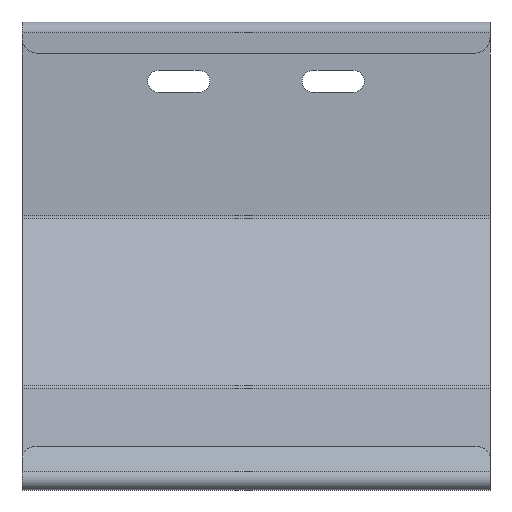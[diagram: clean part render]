
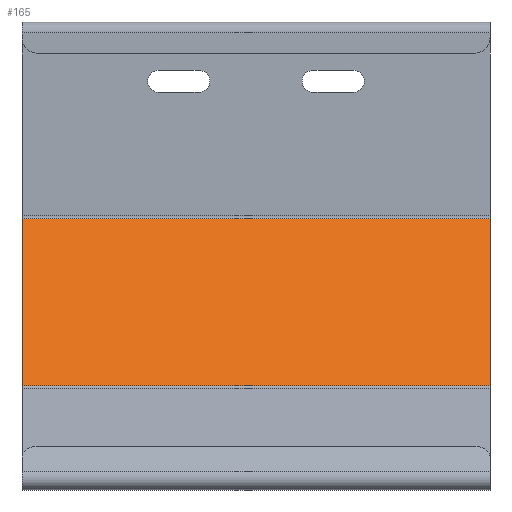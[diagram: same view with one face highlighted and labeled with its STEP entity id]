
A CAD part, front view. The second image highlights one B-rep face of the part: STEP entity #165.
In plain terms, the highlighted planar face has unit normal (0, -0.866, 0.5).
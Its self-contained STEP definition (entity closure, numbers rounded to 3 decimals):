
#50 = CARTESIAN_POINT ( 'NONE',  ( 150., -1.299, -62.25 ) ) ;
#68 = DIRECTION ( 'NONE',  ( 0., 0.866, -0.5 ) ) ;
#73 = VECTOR ( 'NONE', #505, 1000. ) ;
#113 = CARTESIAN_POINT ( 'NONE',  ( 150., -1.768, -63.062 ) ) ;
#165 = ADVANCED_FACE ( 'NONE', ( #2000 ), #1687, .F. ) ;
#172 = DIRECTION ( 'NONE',  ( 0., -0.5, -0.866 ) ) ;
#257 = DIRECTION ( 'NONE',  ( 0., -0.5, -0.866 ) ) ;
#406 = EDGE_CURVE ( 'NONE', #1068, #1267, #2090, .T. ) ;
#421 = VERTEX_POINT ( 'NONE', #975 ) ;
#443 = EDGE_LOOP ( 'NONE', ( #718, #864, #1365, #1985 ) ) ;
#450 = VECTOR ( 'NONE', #172, 1000. ) ;
#481 = EDGE_CURVE ( 'NONE', #1267, #421, #795, .T. ) ;
#505 = DIRECTION ( 'NONE',  ( -1., 0., 0. ) ) ;
#548 = CARTESIAN_POINT ( 'NONE',  ( 150., -32.674, -116.594 ) ) ;
#590 = VERTEX_POINT ( 'NONE', #548 ) ;
#718 = ORIENTED_EDGE ( 'NONE', *, *, #481, .T. ) ;
#750 = EDGE_CURVE ( 'NONE', #590, #421, #2108, .T. ) ;
#795 = LINE ( 'NONE', #1772, #450 ) ;
#804 = AXIS2_PLACEMENT_3D ( 'NONE', #1664, #68, #1199 ) ;
#864 = ORIENTED_EDGE ( 'NONE', *, *, #750, .F. ) ;
#948 = EDGE_CURVE ( 'NONE', #1068, #590, #2016, .T. ) ;
#975 = CARTESIAN_POINT ( 'NONE',  ( 0., -32.674, -116.594 ) ) ;
#996 = VECTOR ( 'NONE', #257, 1000. ) ;
#1068 = VERTEX_POINT ( 'NONE', #113 ) ;
#1199 = DIRECTION ( 'NONE',  ( 0., 0.5, 0.866 ) ) ;
#1267 = VERTEX_POINT ( 'NONE', #1634 ) ;
#1301 = DIRECTION ( 'NONE',  ( -1., 0., 0. ) ) ;
#1365 = ORIENTED_EDGE ( 'NONE', *, *, #948, .F. ) ;
#1467 = VECTOR ( 'NONE', #1301, 1000. ) ;
#1634 = CARTESIAN_POINT ( 'NONE',  ( 0., -1.768, -63.062 ) ) ;
#1655 = CARTESIAN_POINT ( 'NONE',  ( 150., -32.674, -116.594 ) ) ;
#1664 = CARTESIAN_POINT ( 'NONE',  ( 150., -1.299, -62.25 ) ) ;
#1687 = PLANE ( 'NONE',  #804 ) ;
#1772 = CARTESIAN_POINT ( 'NONE',  ( 0., -1.299, -62.25 ) ) ;
#1933 = CARTESIAN_POINT ( 'NONE',  ( 150., -1.768, -63.062 ) ) ;
#1985 = ORIENTED_EDGE ( 'NONE', *, *, #406, .T. ) ;
#2000 = FACE_OUTER_BOUND ( 'NONE', #443, .T. ) ;
#2016 = LINE ( 'NONE', #50, #996 ) ;
#2090 = LINE ( 'NONE', #1933, #73 ) ;
#2108 = LINE ( 'NONE', #1655, #1467 ) ;
